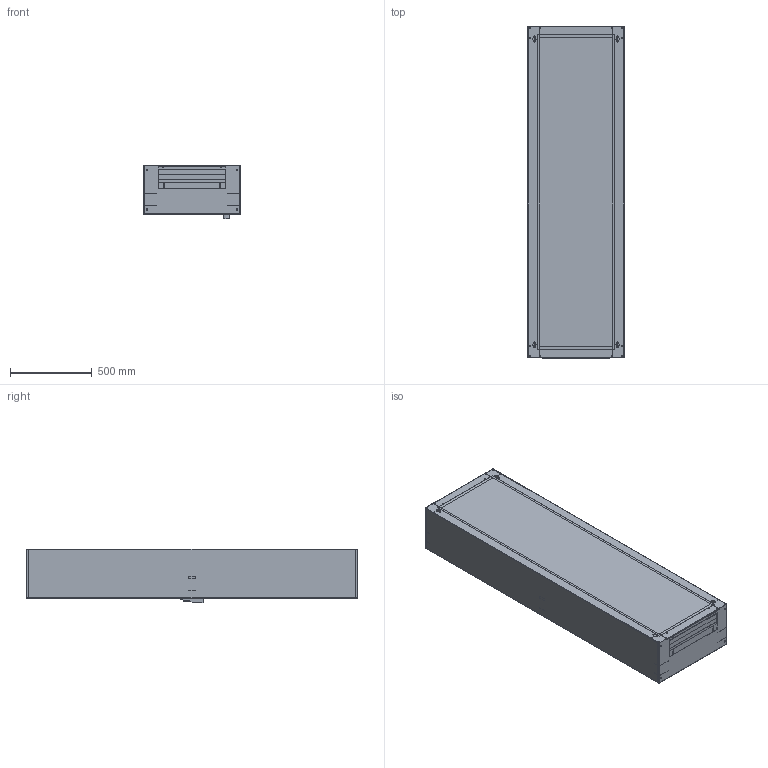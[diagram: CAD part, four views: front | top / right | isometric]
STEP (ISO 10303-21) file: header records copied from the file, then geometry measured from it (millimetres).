
FILE_DESCRIPTION (( 'STEP AP214' ), '1' );
FILE_NAME ('c_il036242-f_3d.STEP', '2019-09-09T08:55:10', ( '' ), ( '' ), 'SwSTEP 2.0', 'SolidWorks 2019', '' );
FILE_SCHEMA (( 'AUTOMOTIVE_DESIGN' ));
Length unit declared in the file: millimetre
Products named in the file (25): Top Shine; Back plate; drzac za shinu; Cabel canal; Metal part; rotation; Sponge part small; black part; c_il036242-f_3d; Bottom Shine; baglama gornja_LH; IL036242-F enclosure; WUERTH_03178_hexagonal_nut_DIN_934__M8_8_A2K; IL900220-F Bottom; part; Sponge part big; baglama donja_LH; M8; Swinghandle; Assem swinghandle; IL036242-F Door; IL900220-F Top; Kutni dio; Srednji dio
Assembly tree (32 placements, depth 3):
  c_il036242-f_3d
    IL036242-F enclosure
    Cabel canal
      Sponge part big
      Sponge part small
    Cabel canal
      Sponge part big
      Sponge part small
    Kutni dio  x4
    Srednji dio  x2
    IL036242-F Door
    IL900220-F Bottom
      baglama donja_LH
      Metal part
    IL900220-F Top
      baglama gornja_LH
      Metal part
    drzac za shinu  x2
    Assem swinghandle
      black part
      part
      Swinghandle
      rotation
      M8
      WUERTH_03178_hexagonal_nut_DIN_934__M8_8_A2K
    Top Shine
    Bottom Shine
    Back plate
Bounding box: 588 x 2026 x 328.66 mm (x, y, z)
Volume: 8131301.9 mm3; surface area: 9938310.6 mm2
Topology: 31 solids, 31 shells, 1448 faces, 3630 edges, 2263 vertices
Faces by surface type: plane 751, cylinder 605, torus 33, bspline 30, cone 16, sphere 13
Entity records: 39104 total; most frequent: CARTESIAN_POINT 7974, DIRECTION 6221, ORIENTED_EDGE 5856, EDGE_CURVE 2928, AXIS2_PLACEMENT_3D 2201, LINE 1819, VECTOR 1819, VERTEX_POINT 1817
